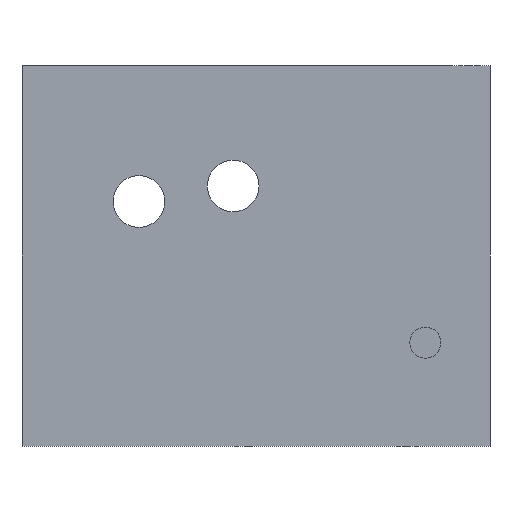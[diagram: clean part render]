
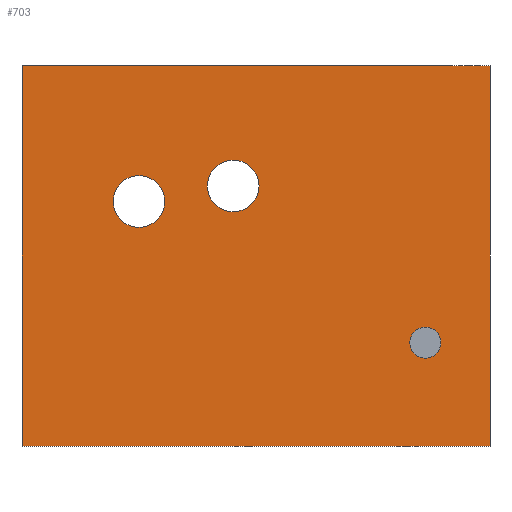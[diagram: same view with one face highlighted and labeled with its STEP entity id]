
A CAD part, front view. The second image highlights one B-rep face of the part: STEP entity #703.
In plain terms, the highlighted planar face has unit normal (0, -1, 0).
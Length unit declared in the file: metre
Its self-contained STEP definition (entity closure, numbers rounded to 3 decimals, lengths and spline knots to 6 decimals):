
#37=LINE('',#1074,#75);
#68=LINE('',#1190,#106);
#70=LINE('',#1196,#108);
#71=LINE('',#1197,#109);
#75=VECTOR('',#848,1.);
#106=VECTOR('',#961,1.);
#108=VECTOR('',#967,1.);
#109=VECTOR('',#968,1.);
#200=ORIENTED_EDGE('',*,*,#336,.F.);
#201=ORIENTED_EDGE('',*,*,#334,.F.);
#202=ORIENTED_EDGE('',*,*,#337,.F.);
#203=ORIENTED_EDGE('',*,*,#278,.T.);
#204=ORIENTED_EDGE('',*,*,#338,.T.);
#205=ORIENTED_EDGE('',*,*,#339,.F.);
#206=ORIENTED_EDGE('',*,*,#340,.F.);
#278=EDGE_CURVE('',#361,#360,#37,.T.);
#334=EDGE_CURVE('',#404,#405,#68,.T.);
#336=EDGE_CURVE('',#406,#406,#450,.T.);
#337=EDGE_CURVE('',#361,#404,#70,.T.);
#338=EDGE_CURVE('',#360,#405,#71,.T.);
#339=EDGE_CURVE('',#407,#407,#451,.T.);
#340=EDGE_CURVE('',#408,#408,#452,.T.);
#360=VERTEX_POINT('',#1073);
#361=VERTEX_POINT('',#1075);
#404=VERTEX_POINT('',#1189);
#405=VERTEX_POINT('',#1191);
#406=VERTEX_POINT('',#1195);
#407=VERTEX_POINT('',#1199);
#408=VERTEX_POINT('',#1201);
#450=CIRCLE('',#791,0.003);
#451=CIRCLE('',#792,0.005);
#452=CIRCLE('',#793,0.005);
#507=EDGE_LOOP('',(#200));
#508=EDGE_LOOP('',(#201,#202,#203,#204));
#509=EDGE_LOOP('',(#205));
#510=EDGE_LOOP('',(#206));
#603=FACE_BOUND('',#507,.T.);
#604=FACE_BOUND('',#508,.T.);
#605=FACE_BOUND('',#509,.T.);
#606=FACE_BOUND('',#510,.T.);
#671=PLANE('',#790);
#703=ADVANCED_FACE('',(#603,#604,#605,#606),#671,.T.);
#790=AXIS2_PLACEMENT_3D('',#1193,#963,#964);
#791=AXIS2_PLACEMENT_3D('',#1194,#965,#966);
#792=AXIS2_PLACEMENT_3D('',#1198,#969,#970);
#793=AXIS2_PLACEMENT_3D('',#1200,#971,#972);
#848=DIRECTION('',(-1.,0.,0.));
#961=DIRECTION('',(-1.,0.,0.));
#963=DIRECTION('',(0.,-1.,0.));
#964=DIRECTION('',(1.,0.,0.));
#965=DIRECTION('',(0.,-1.,0.));
#966=DIRECTION('',(1.,0.,0.));
#967=DIRECTION('',(0.,0.,-1.));
#968=DIRECTION('',(0.,0.,-1.));
#969=DIRECTION('',(0.,-1.,0.));
#970=DIRECTION('',(1.,0.,0.));
#971=DIRECTION('',(0.,-1.,0.));
#972=DIRECTION('',(1.,0.,0.));
#1073=CARTESIAN_POINT('',(-0.048,-0.017,0.075));
#1074=CARTESIAN_POINT('',(0.,-0.017,0.075));
#1075=CARTESIAN_POINT('',(0.0425,-0.017,0.075));
#1189=CARTESIAN_POINT('',(0.0425,-0.017,0.0015));
#1190=CARTESIAN_POINT('',(0.,-0.017,0.0015));
#1191=CARTESIAN_POINT('',(-0.048,-0.017,0.0015));
#1193=CARTESIAN_POINT('',(0.,-0.017,0.024));
#1194=CARTESIAN_POINT('',(0.03,-0.017,0.0215));
#1195=CARTESIAN_POINT('',(0.033,-0.017,0.0215));
#1196=CARTESIAN_POINT('',(0.0425,-0.017,0.024));
#1197=CARTESIAN_POINT('',(-0.048,-0.017,0.024));
#1198=CARTESIAN_POINT('',(-0.007161,-0.017,0.051798));
#1199=CARTESIAN_POINT('',(-0.002161,-0.017,0.051798));
#1200=CARTESIAN_POINT('',(-0.025395,-0.017,0.048789));
#1201=CARTESIAN_POINT('',(-0.020395,-0.017,0.048789));
